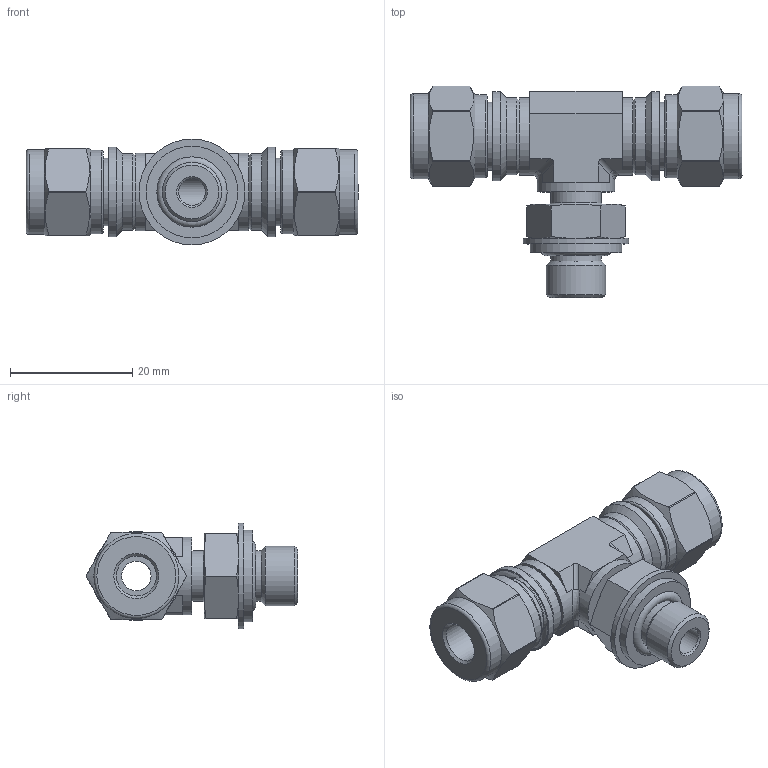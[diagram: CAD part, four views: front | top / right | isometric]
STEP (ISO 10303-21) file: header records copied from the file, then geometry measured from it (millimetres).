
FILE_DESCRIPTION(/* description */ (''),/* implementation_level */ '2;1');
FILE_NAME(/* name */ 'SPMBTI-4-2G.stp',/* time_stamp */ '2022-05-25T08:48:58+09:00',/* author */ ('user'),/* organization */ (''),/* preprocessor_version */ 'ST-DEVELOPER v18.1',/* originating_system */ 'Autodesk Inventor 2022',/* authorisation */ '');
FILE_SCHEMA (('AUTOMOTIVE_DESIGN { 1 0 10303 214 3 1 1 }'));
Length unit declared in the file: millimetre
Products named in the file (1): SPMBT-4-2G
Bounding box: 54.28 x 34.6 x 17.3 mm (x, y, z)
Volume: 8548.9 mm3; surface area: 6149.1 mm2
Topology: 1 solids, 1 shells, 150 faces, 340 edges, 208 vertices
Faces by surface type: plane 64, cylinder 46, cone 32, torus 5, bspline 3
Full cylindrical faces by diameter (mm): 4.4 x1, 4.826 x2, 4.83 x1, 6.55 x2, 8.3 x2, 9.4 x2, 9.7 x1, 10.1 x2, 11.112 x2, 11.5 x1, 12.6 x2, 12.7 x3, 13.6 x2, 13.9 x2, 14.6 x2, 15 x1, 17.3 x1
Entity records: 4314 total; most frequent: CARTESIAN_POINT 937, DIRECTION 736, ORIENTED_EDGE 680, EDGE_CURVE 340, AXIS2_PLACEMENT_3D 300, VERTEX_POINT 208, EDGE_LOOP 170, FACE_OUTER_BOUND 150
